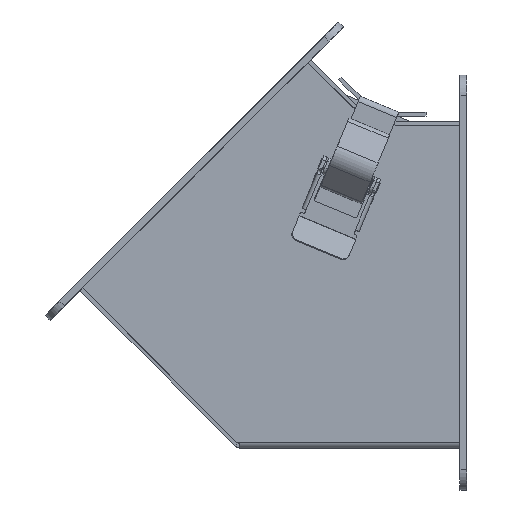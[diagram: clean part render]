
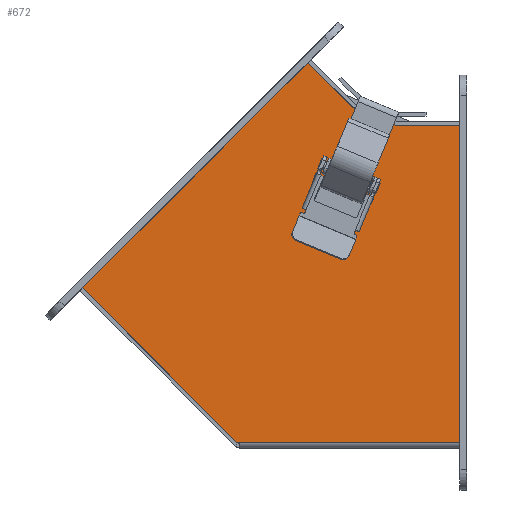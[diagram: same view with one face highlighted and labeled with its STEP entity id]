
A CAD part, front view. The second image highlights one B-rep face of the part: STEP entity #672.
In plain terms, the highlighted planar face has unit normal (0, -1, 0).
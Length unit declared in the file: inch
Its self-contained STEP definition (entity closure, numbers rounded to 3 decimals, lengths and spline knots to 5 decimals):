
#208 = CARTESIAN_POINT ( 'NONE',  ( 0., -3., 0.108 ) ) ;
#672 = ADVANCED_FACE ( 'NONE', ( #4658 ), #3822, .F. ) ;
#695 = CARTESIAN_POINT ( 'NONE',  ( -6.93597, -3., 2.94497 ) ) ;
#774 = VECTOR ( 'NONE', #8042, 39.37008 ) ;
#1075 = ORIENTED_EDGE ( 'NONE', *, *, #4003, .F. ) ;
#1079 = DIRECTION ( 'NONE',  ( -1., 0., 0. ) ) ;
#1111 = DIRECTION ( 'NONE',  ( 0.707, 0., -0.707 ) ) ;
#1169 = VERTEX_POINT ( 'NONE', #8156 ) ;
#1269 = EDGE_CURVE ( 'NONE', #7294, #1169, #7026, .T. ) ;
#1318 = CARTESIAN_POINT ( 'NONE',  ( -2.79516, -3., 7.08579 ) ) ;
#1337 = LINE ( 'NONE', #5000, #4344 ) ;
#1387 = DIRECTION ( 'NONE',  ( 0.924, 0., -0.383 ) ) ;
#1391 = LINE ( 'NONE', #5246, #4752 ) ;
#1430 = CARTESIAN_POINT ( 'NONE',  ( 0., -3., 0.108 ) ) ;
#1522 = LINE ( 'NONE', #7853, #4559 ) ;
#1580 = EDGE_CURVE ( 'NONE', #2050, #4542, #1391, .T. ) ;
#1752 = CARTESIAN_POINT ( 'NONE',  ( -4.04809, -3., 0.108 ) ) ;
#1929 = CARTESIAN_POINT ( 'NONE',  ( 0., -3., 5.928 ) ) ;
#2015 = VERTEX_POINT ( 'NONE', #1430 ) ;
#2050 = VERTEX_POINT ( 'NONE', #7968 ) ;
#2067 = ORIENTED_EDGE ( 'NONE', *, *, #2268, .F. ) ;
#2268 = EDGE_CURVE ( 'NONE', #4542, #7294, #1522, .T. ) ;
#2373 = ORIENTED_EDGE ( 'NONE', *, *, #8900, .F. ) ;
#2629 = DIRECTION ( 'NONE',  ( 0.707, 0., 0.707 ) ) ;
#2850 = CARTESIAN_POINT ( 'NONE',  ( 0., -3., 0.108 ) ) ;
#2947 = DIRECTION ( 'NONE',  ( 0., 0., 1. ) ) ;
#3092 = DIRECTION ( 'NONE',  ( 0., 1., 0. ) ) ;
#3163 = ORIENTED_EDGE ( 'NONE', *, *, #3945, .F. ) ;
#3201 = CARTESIAN_POINT ( 'NONE',  ( -1.1714, -3., 5.928 ) ) ;
#3382 = VECTOR ( 'NONE', #1079, 39.37008 ) ;
#3409 = ORIENTED_EDGE ( 'NONE', *, *, #1580, .F. ) ;
#3822 = PLANE ( 'NONE',  #9121 ) ;
#3842 = VERTEX_POINT ( 'NONE', #3201 ) ;
#3945 = EDGE_CURVE ( 'NONE', #1169, #3842, #1337, .T. ) ;
#3999 = CARTESIAN_POINT ( 'NONE',  ( -2.79516, -3., 7.08579 ) ) ;
#4003 = EDGE_CURVE ( 'NONE', #2015, #5984, #4223, .T. ) ;
#4223 = LINE ( 'NONE', #2850, #8077 ) ;
#4344 = VECTOR ( 'NONE', #1387, 39.37008 ) ;
#4396 = CARTESIAN_POINT ( 'NONE',  ( 0., -3., 7.25 ) ) ;
#4542 = VERTEX_POINT ( 'NONE', #695 ) ;
#4559 = VECTOR ( 'NONE', #2629, 39.37008 ) ;
#4587 = ORIENTED_EDGE ( 'NONE', *, *, #8361, .F. ) ;
#4658 = FACE_OUTER_BOUND ( 'NONE', #9146, .T. ) ;
#4752 = VECTOR ( 'NONE', #5993, 39.37008 ) ;
#4824 = VERTEX_POINT ( 'NONE', #8398 ) ;
#4925 = DIRECTION ( 'NONE',  ( 1., 0., 0. ) ) ;
#5000 = CARTESIAN_POINT ( 'NONE',  ( -1.96686, -3., 6.25749 ) ) ;
#5229 = ORIENTED_EDGE ( 'NONE', *, *, #1269, .F. ) ;
#5246 = CARTESIAN_POINT ( 'NONE',  ( -4.099, -3., 0.108 ) ) ;
#5379 = CARTESIAN_POINT ( 'NONE',  ( 0., -3., 7.25 ) ) ;
#5907 = VECTOR ( 'NONE', #4925, 39.37008 ) ;
#5984 = VERTEX_POINT ( 'NONE', #1752 ) ;
#5993 = DIRECTION ( 'NONE',  ( -0.707, 0., 0.707 ) ) ;
#6221 = EDGE_CURVE ( 'NONE', #4824, #2015, #9665, .T. ) ;
#7026 = LINE ( 'NONE', #3999, #7877 ) ;
#7164 = LINE ( 'NONE', #1929, #5907 ) ;
#7294 = VERTEX_POINT ( 'NONE', #1318 ) ;
#7345 = DIRECTION ( 'NONE',  ( -1., 0., 0. ) ) ;
#7773 = LINE ( 'NONE', #208, #3382 ) ;
#7853 = CARTESIAN_POINT ( 'NONE',  ( -6.93597, -3., 2.94497 ) ) ;
#7877 = VECTOR ( 'NONE', #1111, 39.37008 ) ;
#7968 = CARTESIAN_POINT ( 'NONE',  ( -4.099, -3., 0.108 ) ) ;
#7991 = ORIENTED_EDGE ( 'NONE', *, *, #6221, .F. ) ;
#8042 = DIRECTION ( 'NONE',  ( 0., 0., -1. ) ) ;
#8077 = VECTOR ( 'NONE', #7345, 39.37008 ) ;
#8156 = CARTESIAN_POINT ( 'NONE',  ( -1.96686, -3., 6.25749 ) ) ;
#8361 = EDGE_CURVE ( 'NONE', #5984, #2050, #7773, .T. ) ;
#8398 = CARTESIAN_POINT ( 'NONE',  ( 0., -3., 5.928 ) ) ;
#8900 = EDGE_CURVE ( 'NONE', #3842, #4824, #7164, .T. ) ;
#9121 = AXIS2_PLACEMENT_3D ( 'NONE', #5379, #3092, #2947 ) ;
#9146 = EDGE_LOOP ( 'NONE', ( #3409, #4587, #1075, #7991, #2373, #3163, #5229, #2067 ) ) ;
#9665 = LINE ( 'NONE', #4396, #774 ) ;
